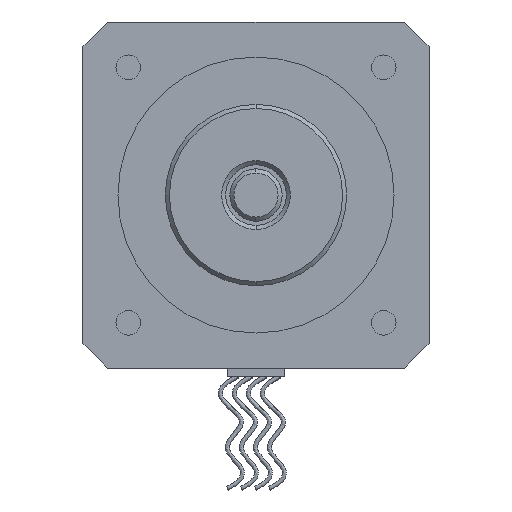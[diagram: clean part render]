
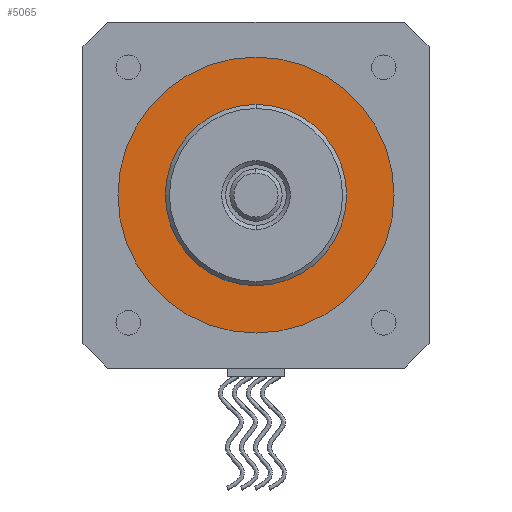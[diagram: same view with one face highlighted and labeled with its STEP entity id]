
A CAD part, left-side view. The second image highlights one B-rep face of the part: STEP entity #5065.
In plain terms, the highlighted planar face has unit normal (-1, 0, 0).
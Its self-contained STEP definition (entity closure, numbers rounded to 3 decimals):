
#359 = AXIS2_PLACEMENT_3D ( 'NONE', #4170, #4126, #3591 ) ;
#495 = VERTEX_POINT ( 'NONE', #2646 ) ;
#507 = CARTESIAN_POINT ( 'NONE',  ( -33.9, 0., 0. ) ) ;
#590 = DIRECTION ( 'NONE',  ( 1., 0., 0. ) ) ;
#1017 = CIRCLE ( 'NONE', #359, 3.675 ) ;
#1443 = CIRCLE ( 'NONE', #5628, 3.675 ) ;
#1494 = VERTEX_POINT ( 'NONE', #7722 ) ;
#1711 = EDGE_CURVE ( 'NONE', #7172, #2503, #5119, .T. ) ;
#1832 = ORIENTED_EDGE ( 'NONE', *, *, #1711, .T. ) ;
#1929 = CARTESIAN_POINT ( 'NONE',  ( -33.9, 0., 0. ) ) ;
#2045 = CIRCLE ( 'NONE', #3223, 16.75 ) ;
#2198 = DIRECTION ( 'NONE',  ( 0., 0., 1. ) ) ;
#2266 = EDGE_CURVE ( 'NONE', #2503, #7172, #2045, .T. ) ;
#2298 = AXIS2_PLACEMENT_3D ( 'NONE', #1929, #3830, #7002 ) ;
#2503 = VERTEX_POINT ( 'NONE', #7863 ) ;
#2610 = ORIENTED_EDGE ( 'NONE', *, *, #7205, .T. ) ;
#2646 = CARTESIAN_POINT ( 'NONE',  ( -33.9, 0., 3.675 ) ) ;
#3096 = DIRECTION ( 'NONE',  ( 0., 0., 1. ) ) ;
#3223 = AXIS2_PLACEMENT_3D ( 'NONE', #507, #4779, #7576 ) ;
#3353 = CARTESIAN_POINT ( 'NONE',  ( -33.9, 0., 0. ) ) ;
#3591 = DIRECTION ( 'NONE',  ( 0., 0., 1. ) ) ;
#3619 = EDGE_LOOP ( 'NONE', ( #1832, #4814 ) ) ;
#3761 = CARTESIAN_POINT ( 'NONE',  ( -33.9, 0., 0. ) ) ;
#3830 = DIRECTION ( 'NONE',  ( -1., 0., 0. ) ) ;
#4126 = DIRECTION ( 'NONE',  ( 1., 0., 0. ) ) ;
#4170 = CARTESIAN_POINT ( 'NONE',  ( -33.9, 0., 0. ) ) ;
#4218 = AXIS2_PLACEMENT_3D ( 'NONE', #3353, #7840, #2198 ) ;
#4481 = FACE_OUTER_BOUND ( 'NONE', #3619, .T. ) ;
#4779 = DIRECTION ( 'NONE',  ( -1., 0., 0. ) ) ;
#4814 = ORIENTED_EDGE ( 'NONE', *, *, #2266, .T. ) ;
#5065 = ADVANCED_FACE ( 'NONE', ( #4481, #7577 ), #7043, .T. ) ;
#5119 = CIRCLE ( 'NONE', #4218, 16.75 ) ;
#5628 = AXIS2_PLACEMENT_3D ( 'NONE', #3761, #590, #3096 ) ;
#6548 = CARTESIAN_POINT ( 'NONE',  ( -33.9, 0., 16.75 ) ) ;
#7002 = DIRECTION ( 'NONE',  ( 0., 0., 1. ) ) ;
#7043 = PLANE ( 'NONE',  #2298 ) ;
#7172 = VERTEX_POINT ( 'NONE', #6548 ) ;
#7205 = EDGE_CURVE ( 'NONE', #495, #1494, #1017, .T. ) ;
#7576 = DIRECTION ( 'NONE',  ( 0., 0., 1. ) ) ;
#7577 = FACE_BOUND ( 'NONE', #7599, .T. ) ;
#7599 = EDGE_LOOP ( 'NONE', ( #2610, #7602 ) ) ;
#7602 = ORIENTED_EDGE ( 'NONE', *, *, #7971, .T. ) ;
#7722 = CARTESIAN_POINT ( 'NONE',  ( -33.9, 0., -3.675 ) ) ;
#7840 = DIRECTION ( 'NONE',  ( -1., 0., 0. ) ) ;
#7863 = CARTESIAN_POINT ( 'NONE',  ( -33.9, 0., -16.75 ) ) ;
#7971 = EDGE_CURVE ( 'NONE', #1494, #495, #1443, .T. ) ;
